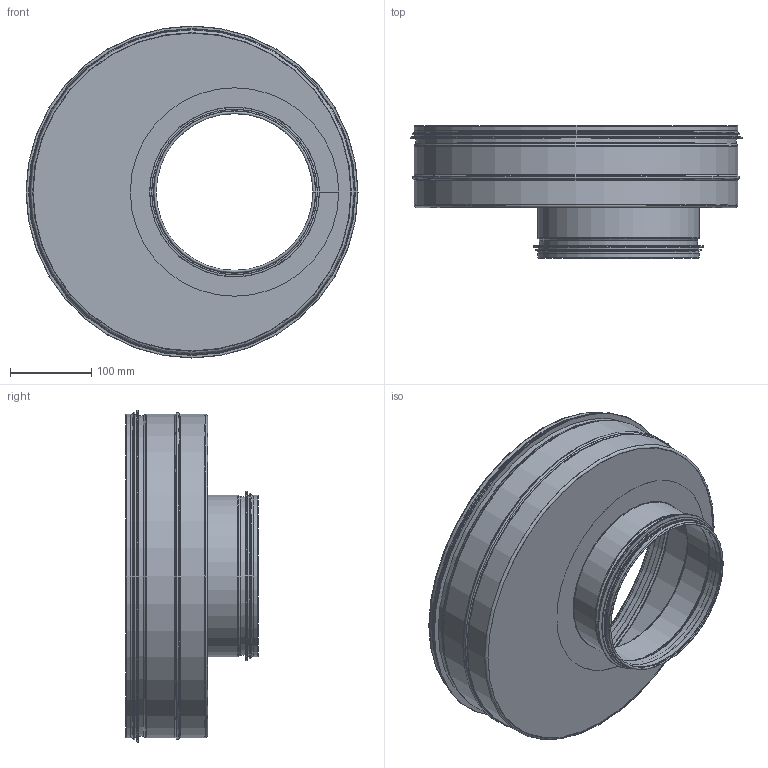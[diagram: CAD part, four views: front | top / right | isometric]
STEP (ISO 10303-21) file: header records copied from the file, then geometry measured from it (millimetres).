
FILE_DESCRIPTION((''),'2;1');
FILE_NAME('HFE_400-200.stp','2014-02-19T14:29:50',(''),(''),'Autodesk Inventor 2013','Autodesk Inventor 2013','');
FILE_SCHEMA(('AUTOMOTIVE_DESIGN { 1 2 10303 214 0 1 1 1 }'));
Length unit declared in the file: millimetre
Products named in the file (7): HFE_400-200; StosDragenKant-200-2; StosDragenKantRörämne-200-2; 999006; HÄL-400; HälRörämne-400; 999009
Assembly tree (6 placements, depth 3):
  HFE_400-200
    StosDragenKant-200-2
      StosDragenKantRörämne-200-2
      999006
    HÄL-400
      HälRörämne-400
      999009
Bounding box: 409.2 x 163.5 x 409.2 mm (x, y, z)
Volume: 210656.9 mm3; surface area: 681515.3 mm2
Topology: 4 solids, 4 shells, 118 faces, 223 edges, 120 vertices
Faces by surface type: plane 38, torus 36, cylinder 28, cone 16
Full cylindrical faces by diameter (mm): 193.15 x1, 194.15 x1, 195.35 x1, 197.95 x5, 198.95 x2, 199.95 x1, 204.35 x1, 209.35 x1, 256.95 x1, 393 x1, 394 x1, 395.2 x1, 397.8 x6, 398.8 x3, 404.2 x1, 409.2 x1
Entity records: 2947 total; most frequent: DIRECTION 542, CARTESIAN_POINT 415, ORIENTED_EDGE 328, AXIS2_PLACEMENT_3D 247, EDGE_LOOP 190, EDGE_CURVE 164, STYLED_ITEM 121, VERTEX_POINT 120
